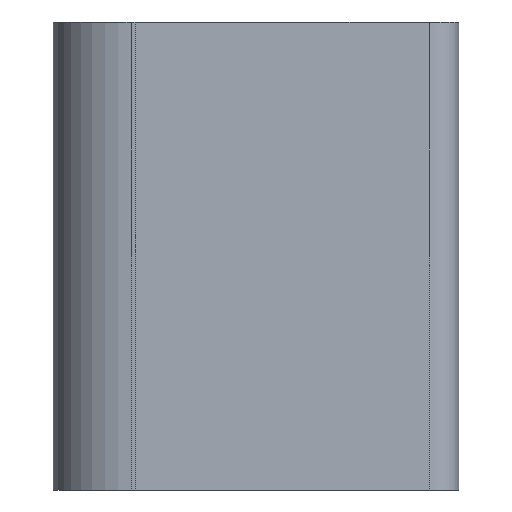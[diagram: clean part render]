
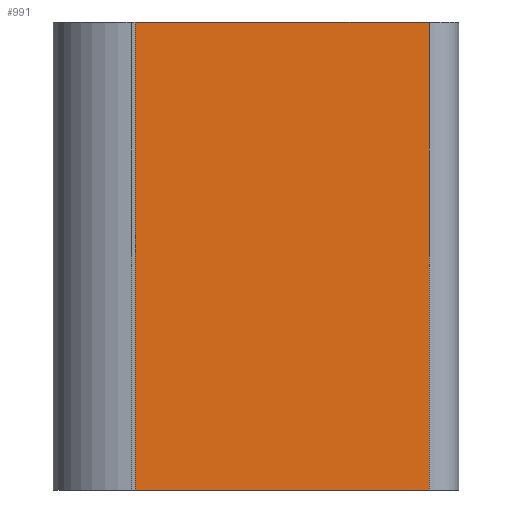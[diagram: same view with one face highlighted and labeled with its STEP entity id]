
A CAD part, left-side view. The second image highlights one B-rep face of the part: STEP entity #991.
In plain terms, the highlighted planar face has unit normal (-0.999, -0.053, 0).
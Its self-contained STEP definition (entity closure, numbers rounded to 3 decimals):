
#45 = VERTEX_POINT ( 'NONE', #205 ) ;
#52 = VERTEX_POINT ( 'NONE', #212 ) ;
#62 = VERTEX_POINT ( 'NONE', #222 ) ;
#111 = VERTEX_POINT ( 'NONE', #271 ) ;
#205 = CARTESIAN_POINT ( 'NONE',  ( 203.556, 100.396, 7.5 ) ) ;
#212 = CARTESIAN_POINT ( 'NONE',  ( 204.054, 90.975, -7.5 ) ) ;
#222 = CARTESIAN_POINT ( 'NONE',  ( 204.054, 90.975, 7.5 ) ) ;
#271 = CARTESIAN_POINT ( 'NONE',  ( 203.556, 100.396, -7.5 ) ) ;
#303 = EDGE_LOOP ( 'NONE', ( #471, #472, #473, #474 ) ) ;
#471 = ORIENTED_EDGE ( 'NONE', *, *, #880, .T. ) ;
#472 = ORIENTED_EDGE ( 'NONE', *, *, #879, .F. ) ;
#473 = ORIENTED_EDGE ( 'NONE', *, *, #834, .F. ) ;
#474 = ORIENTED_EDGE ( 'NONE', *, *, #814, .T. ) ;
#814 = EDGE_CURVE ( 'NONE', #45, #111, #1488, .T. ) ;
#834 = EDGE_CURVE ( 'NONE', #45, #62, #1524, .T. ) ;
#879 = EDGE_CURVE ( 'NONE', #62, #52, #1586, .T. ) ;
#880 = EDGE_CURVE ( 'NONE', #111, #52, #1577, .T. ) ;
#991 = ADVANCED_FACE ( 'NONE', ( #1779 ), #2492, .F. ) ;
#1178 = AXIS2_PLACEMENT_3D ( 'NONE', #2491, #2494, #2495 ) ;
#1488 = LINE ( 'NONE', #2052, #1489 ) ;
#1489 = VECTOR ( 'NONE', #2053, 1000. ) ;
#1524 = LINE ( 'NONE', #2099, #1525 ) ;
#1525 = VECTOR ( 'NONE', #2100, 1000. ) ;
#1577 = LINE ( 'NONE', #2209, #1595 ) ;
#1586 = LINE ( 'NONE', #2205, #1594 ) ;
#1594 = VECTOR ( 'NONE', #2210, 1000. ) ;
#1595 = VECTOR ( 'NONE', #2211, 1000. ) ;
#1779 = FACE_OUTER_BOUND ( 'NONE', #303, .T. ) ;
#2052 = CARTESIAN_POINT ( 'NONE',  ( 203.556, 100.396, 7.5 ) ) ;
#2053 = DIRECTION ( 'NONE',  ( 0., 0., -1. ) ) ;
#2099 = CARTESIAN_POINT ( 'NONE',  ( 204.054, 90.975, 7.5 ) ) ;
#2100 = DIRECTION ( 'NONE',  ( 0.053, -0.999, 0. ) ) ;
#2205 = CARTESIAN_POINT ( 'NONE',  ( 204.054, 90.975, 7.5 ) ) ;
#2209 = CARTESIAN_POINT ( 'NONE',  ( 204.054, 90.975, -7.5 ) ) ;
#2210 = DIRECTION ( 'NONE',  ( 0., 0., -1. ) ) ;
#2211 = DIRECTION ( 'NONE',  ( 0.053, -0.999, 0. ) ) ;
#2491 = CARTESIAN_POINT ( 'NONE',  ( 204.054, 90.975, 7.5 ) ) ;
#2492 = PLANE ( 'NONE',  #1178 ) ;
#2494 = DIRECTION ( 'NONE',  ( 0.999, 0.053, 0. ) ) ;
#2495 = DIRECTION ( 'NONE',  ( -0.053, 0.999, 0. ) ) ;
